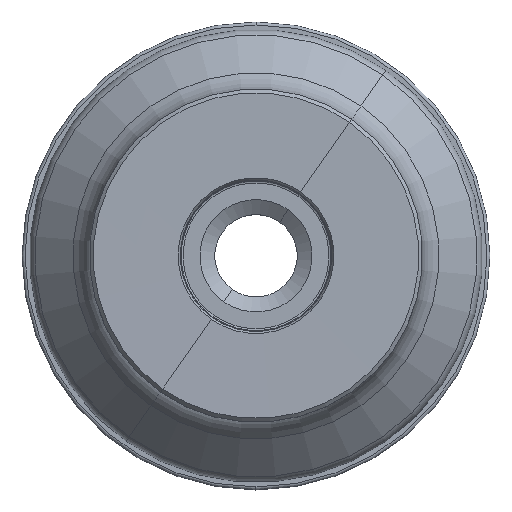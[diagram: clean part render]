
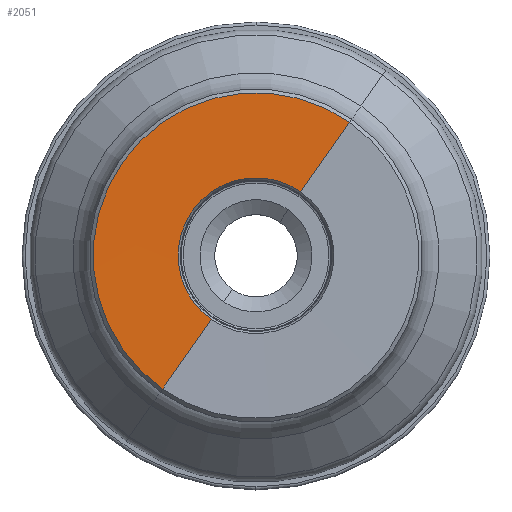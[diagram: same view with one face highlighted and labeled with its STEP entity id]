
A CAD part, top view. The second image highlights one B-rep face of the part: STEP entity #2051.
In plain terms, the highlighted conical face has half-angle 89.9 degrees and reference radius 32.152 mm.
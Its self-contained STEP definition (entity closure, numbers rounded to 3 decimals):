
#688=DIRECTION('',(-0.574,-0.819,-0.002));
#689=VECTOR('',#688,22.696);
#690=CARTESIAN_POINT('',(24.951,35.633,0.));
#691=LINE('',#690,#689);
#695=DIRECTION('',(0.574,0.819,-0.002));
#696=VECTOR('',#695,22.696);
#697=CARTESIAN_POINT('',(-24.951,-35.633,0.));
#698=LINE('',#697,#696);
#702=CARTESIAN_POINT('',(0.,0.,0.));
#703=DIRECTION('',(0.,0.,1.));
#704=DIRECTION('',(0.574,0.819,0.));
#705=AXIS2_PLACEMENT_3D('',#702,#703,#704);
#724=CARTESIAN_POINT('',(0.,0.,-0.04));
#725=DIRECTION('',(0.,0.,1.));
#726=DIRECTION('',(0.574,0.819,0.));
#727=AXIS2_PLACEMENT_3D('',#724,#725,#726);
#1168=CARTESIAN_POINT('',(24.951,35.633,0.));
#1169=VERTEX_POINT('',#1168);
#1170=CARTESIAN_POINT('',(11.933,17.042,
-0.04));
#1171=VERTEX_POINT('',#1170);
#1230=CARTESIAN_POINT('',(-24.951,-35.633,0.));
#1231=VERTEX_POINT('',#1230);
#1232=CARTESIAN_POINT('',(-11.933,-17.042,
-0.04));
#1233=VERTEX_POINT('',#1232);
#2039=CARTESIAN_POINT('',(0.,0.,-0.02));
#2040=DIRECTION('',(0.,0.,1.));
#2041=DIRECTION('',(0.574,0.819,0.));
#2042=AXIS2_PLACEMENT_3D('',#2039,#2040,#2041);
#2043=CONICAL_SURFACE('',#2042,32.152,89.9);
#2044=ORIENTED_EDGE('',*,*,#2029,.T.);
#2046=ORIENTED_EDGE('',*,*,#2045,.T.);
#2047=ORIENTED_EDGE('',*,*,#2032,.F.);
#2048=ORIENTED_EDGE('',*,*,#2003,.F.);
#2049=EDGE_LOOP('',(#2044,#2046,#2047,#2048));
#2050=FACE_OUTER_BOUND('',#2049,.F.);
#706=CIRCLE('',#705,43.5);
#728=CIRCLE('',#727,20.804);
#2003=EDGE_CURVE('',#1169,#1231,#706,.T.);
#2029=EDGE_CURVE('',#1169,#1171,#691,.T.);
#2032=EDGE_CURVE('',#1231,#1233,#698,.T.);
#2045=EDGE_CURVE('',#1171,#1233,#728,.T.);
#2051=ADVANCED_FACE('',(#2050),#2043,.F.);
